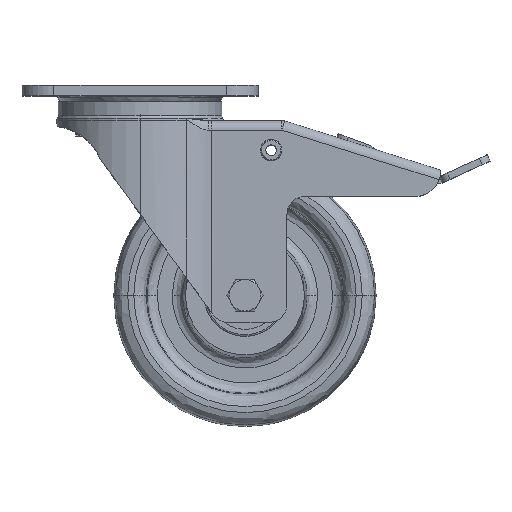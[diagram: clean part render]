
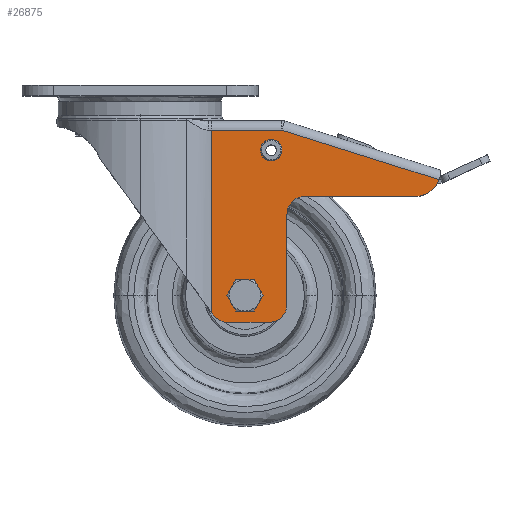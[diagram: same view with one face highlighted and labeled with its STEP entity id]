
A CAD part, top view. The second image highlights one B-rep face of the part: STEP entity #26875.
In plain terms, the highlighted planar face has unit normal (0, 0, 1).
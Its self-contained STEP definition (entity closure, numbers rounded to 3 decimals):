
#864 = CARTESIAN_POINT ( 'NONE',  ( 171.002, -53.881, 35. ) ) ;
#1200 = CARTESIAN_POINT ( 'NONE',  ( 75., -37., 35. ) ) ;
#1640 = CARTESIAN_POINT ( 'NONE',  ( 94., -63.5, 35. ) ) ;
#1744 = DIRECTION ( 'NONE',  ( 1., 0., 0. ) ) ;
#1759 = CARTESIAN_POINT ( 'NONE',  ( 0., -25.5, 35. ) ) ;
#2025 = ORIENTED_EDGE ( 'NONE', *, *, #14637, .T. ) ;
#2088 = DIRECTION ( 'NONE',  ( -1., 0., 0. ) ) ;
#2177 = ORIENTED_EDGE ( 'NONE', *, *, #41108, .T. ) ;
#2291 = VECTOR ( 'NONE', #45962, 1000. ) ;
#3211 = CIRCLE ( 'NONE', #38015, 10. ) ;
#3265 = CARTESIAN_POINT ( 'NONE',  ( 157., -48.5, 35. ) ) ;
#3369 = CIRCLE ( 'NONE', #47009, 6.1 ) ;
#3529 = EDGE_LOOP ( 'NONE', ( #24000, #38262 ) ) ;
#3597 = FACE_BOUND ( 'NONE', #3529, .T. ) ;
#3812 = DIRECTION ( 'NONE',  ( 0., 0., -1. ) ) ;
#3874 = VERTEX_POINT ( 'NONE', #14756 ) ;
#4149 = ORIENTED_EDGE ( 'NONE', *, *, #10742, .T. ) ;
#4407 = CARTESIAN_POINT ( 'NONE',  ( 84., -125.397, 35. ) ) ;
#4953 = CARTESIAN_POINT ( 'NONE',  ( 0., -19.781, 35. ) ) ;
#5230 = VERTEX_POINT ( 'NONE', #31113 ) ;
#5442 = EDGE_CURVE ( 'NONE', #46988, #24604, #3369, .T. ) ;
#6483 = DIRECTION ( 'NONE',  ( -1., 0., 0. ) ) ;
#6609 = FACE_OUTER_BOUND ( 'NONE', #14759, .T. ) ;
#6658 = DIRECTION ( 'NONE',  ( 0., 0., 1. ) ) ;
#7369 = VECTOR ( 'NONE', #36694, 1000. ) ;
#7749 = DIRECTION ( 'NONE',  ( -1., 0., 0. ) ) ;
#8695 = ORIENTED_EDGE ( 'NONE', *, *, #45630, .T. ) ;
#10396 = DIRECTION ( 'NONE',  ( 0., 0., -1. ) ) ;
#10742 = EDGE_CURVE ( 'NONE', #41033, #23934, #22416, .T. ) ;
#11470 = CARTESIAN_POINT ( 'NONE',  ( 41.901, -131.262, 35. ) ) ;
#12851 = PLANE ( 'NONE',  #18069 ) ;
#12856 = CARTESIAN_POINT ( 'NONE',  ( 74., -135.397, 35. ) ) ;
#12920 = VECTOR ( 'NONE', #1744, 1000. ) ;
#13734 = EDGE_CURVE ( 'NONE', #14382, #29522, #41252, .T. ) ;
#14052 = CARTESIAN_POINT ( 'NONE',  ( 50., -125.397, 35. ) ) ;
#14382 = VERTEX_POINT ( 'NONE', #21903 ) ;
#14423 = CARTESIAN_POINT ( 'NONE',  ( 60., -120., 35. ) ) ;
#14637 = EDGE_CURVE ( 'NONE', #23934, #23369, #39903, .T. ) ;
#14756 = CARTESIAN_POINT ( 'NONE',  ( 157., -63.5, 35. ) ) ;
#14759 = EDGE_LOOP ( 'NONE', ( #37565, #20407, #8695, #17931, #33158, #19388, #2177, #30101, #16469, #4149, #2025 ) ) ;
#15108 = CARTESIAN_POINT ( 'NONE',  ( 40.697, -129.6, 35. ) ) ;
#15487 = LINE ( 'NONE', #29320, #22109 ) ;
#15621 = VERTEX_POINT ( 'NONE', #39869 ) ;
#16267 = EDGE_CURVE ( 'NONE', #24531, #15621, #15487, .T. ) ;
#16469 = ORIENTED_EDGE ( 'NONE', *, *, #45912, .T. ) ;
#16845 = EDGE_CURVE ( 'NONE', #25936, #25877, #35650, .T. ) ;
#16878 = AXIS2_PLACEMENT_3D ( 'NONE', #3265, #41672, #26016 ) ;
#17931 = ORIENTED_EDGE ( 'NONE', *, *, #16267, .T. ) ;
#18069 = AXIS2_PLACEMENT_3D ( 'NONE', #4953, #27845, #39798 ) ;
#19388 = ORIENTED_EDGE ( 'NONE', *, *, #44134, .T. ) ;
#19799 = DIRECTION ( 'NONE',  ( 0., 0., -1. ) ) ;
#20204 = CIRCLE ( 'NONE', #28180, 10. ) ;
#20305 = DIRECTION ( 'NONE',  ( -1., 0., 0. ) ) ;
#20407 = ORIENTED_EDGE ( 'NONE', *, *, #13734, .T. ) ;
#20914 = VERTEX_POINT ( 'NONE', #1640 ) ;
#21311 = VECTOR ( 'NONE', #2088, 1000. ) ;
#21903 = CARTESIAN_POINT ( 'NONE',  ( 50., -135.397, 35. ) ) ;
#22109 = VECTOR ( 'NONE', #32881, 1000. ) ;
#22416 = LINE ( 'NONE', #40739, #7369 ) ;
#23369 = VERTEX_POINT ( 'NONE', #11470 ) ;
#23934 = VERTEX_POINT ( 'NONE', #15108 ) ;
#24000 = ORIENTED_EDGE ( 'NONE', *, *, #16845, .T. ) ;
#24531 = VERTEX_POINT ( 'NONE', #4407 ) ;
#24604 = VERTEX_POINT ( 'NONE', #31130 ) ;
#24824 = DIRECTION ( 'NONE',  ( 0.587, -0.81, 0. ) ) ;
#25361 = DIRECTION ( 'NONE',  ( 0., 0., -1. ) ) ;
#25599 = ORIENTED_EDGE ( 'NONE', *, *, #36594, .T. ) ;
#25877 = VERTEX_POINT ( 'NONE', #31198 ) ;
#25936 = VERTEX_POINT ( 'NONE', #28822 ) ;
#26016 = DIRECTION ( 'NONE',  ( 0., 1., 0. ) ) ;
#26065 = DIRECTION ( 'NONE',  ( -1., 0., 0. ) ) ;
#26875 = ADVANCED_FACE ( 'NONE', ( #3597, #6609, #33106 ), #12851, .T. ) ;
#27295 = EDGE_LOOP ( 'NONE', ( #25599, #38742 ) ) ;
#27603 = EDGE_CURVE ( 'NONE', #36407, #5230, #39028, .T. ) ;
#27845 = DIRECTION ( 'NONE',  ( 0., 0., 1. ) ) ;
#28180 = AXIS2_PLACEMENT_3D ( 'NONE', #40872, #25361, #41891 ) ;
#28447 = DIRECTION ( 'NONE',  ( 0., 0., -1. ) ) ;
#28822 = CARTESIAN_POINT ( 'NONE',  ( 68.85, -37., 35. ) ) ;
#29165 = CARTESIAN_POINT ( 'NONE',  ( -23.047, -41.588, 35. ) ) ;
#29320 = CARTESIAN_POINT ( 'NONE',  ( 84., -19.781, 35. ) ) ;
#29522 = VERTEX_POINT ( 'NONE', #12856 ) ;
#29624 = VECTOR ( 'NONE', #24824, 1000. ) ;
#29957 = CARTESIAN_POINT ( 'NONE',  ( 0., -63.5, 35. ) ) ;
#30101 = ORIENTED_EDGE ( 'NONE', *, *, #27603, .T. ) ;
#30598 = CARTESIAN_POINT ( 'NONE',  ( 74., -125.397, 35. ) ) ;
#31113 = CARTESIAN_POINT ( 'NONE',  ( 80.989, -25.5, 35. ) ) ;
#31130 = CARTESIAN_POINT ( 'NONE',  ( 53.9, -120., 35. ) ) ;
#31198 = CARTESIAN_POINT ( 'NONE',  ( 81.15, -37., 35. ) ) ;
#32413 = LINE ( 'NONE', #29957, #2291 ) ;
#32735 = AXIS2_PLACEMENT_3D ( 'NONE', #43362, #19799, #20305 ) ;
#32881 = DIRECTION ( 'NONE',  ( 0., 1., 0. ) ) ;
#33106 = FACE_BOUND ( 'NONE', #27295, .T. ) ;
#33158 = ORIENTED_EDGE ( 'NONE', *, *, #49153, .T. ) ;
#33451 = DIRECTION ( 'NONE',  ( -0.954, 0.301, 0. ) ) ;
#34447 = EDGE_CURVE ( 'NONE', #25877, #25936, #42208, .T. ) ;
#34754 = VECTOR ( 'NONE', #33451, 1000. ) ;
#35650 = CIRCLE ( 'NONE', #49199, 6.15 ) ;
#36369 = LINE ( 'NONE', #1759, #21311 ) ;
#36407 = VERTEX_POINT ( 'NONE', #864 ) ;
#36594 = EDGE_CURVE ( 'NONE', #24604, #46988, #38631, .T. ) ;
#36694 = DIRECTION ( 'NONE',  ( 0., -1., 0. ) ) ;
#36755 = CIRCLE ( 'NONE', #47423, 10. ) ;
#37119 = CARTESIAN_POINT ( 'NONE',  ( 40.697, -25.5, 35. ) ) ;
#37565 = ORIENTED_EDGE ( 'NONE', *, *, #47013, .T. ) ;
#38015 = AXIS2_PLACEMENT_3D ( 'NONE', #30598, #49633, #7749 ) ;
#38262 = ORIENTED_EDGE ( 'NONE', *, *, #34447, .T. ) ;
#38631 = CIRCLE ( 'NONE', #32735, 6.1 ) ;
#38666 = CARTESIAN_POINT ( 'NONE',  ( 75., -37., 35. ) ) ;
#38742 = ORIENTED_EDGE ( 'NONE', *, *, #5442, .T. ) ;
#39028 = LINE ( 'NONE', #45439, #34754 ) ;
#39798 = DIRECTION ( 'NONE',  ( 0., 1., 0. ) ) ;
#39869 = CARTESIAN_POINT ( 'NONE',  ( 84., -73.5, 35. ) ) ;
#39903 = LINE ( 'NONE', #29165, #29624 ) ;
#40413 = DIRECTION ( 'NONE',  ( -1., 0., 0. ) ) ;
#40739 = CARTESIAN_POINT ( 'NONE',  ( 40.697, -19.781, 35. ) ) ;
#40872 = CARTESIAN_POINT ( 'NONE',  ( 94., -73.5, 35. ) ) ;
#41033 = VERTEX_POINT ( 'NONE', #37119 ) ;
#41108 = EDGE_CURVE ( 'NONE', #3874, #36407, #46935, .T. ) ;
#41252 = LINE ( 'NONE', #43846, #12920 ) ;
#41672 = DIRECTION ( 'NONE',  ( 0., 0., 1. ) ) ;
#41891 = DIRECTION ( 'NONE',  ( 0., 1., 0. ) ) ;
#42208 = CIRCLE ( 'NONE', #45241, 6.15 ) ;
#43362 = CARTESIAN_POINT ( 'NONE',  ( 60., -120., 35. ) ) ;
#43846 = CARTESIAN_POINT ( 'NONE',  ( 0., -135.397, 35. ) ) ;
#44134 = EDGE_CURVE ( 'NONE', #20914, #3874, #32413, .T. ) ;
#45225 = CARTESIAN_POINT ( 'NONE',  ( 66.1, -120., 35. ) ) ;
#45241 = AXIS2_PLACEMENT_3D ( 'NONE', #38666, #3812, #46235 ) ;
#45439 = CARTESIAN_POINT ( 'NONE',  ( 171.002, -53.881, 35. ) ) ;
#45630 = EDGE_CURVE ( 'NONE', #29522, #24531, #3211, .T. ) ;
#45912 = EDGE_CURVE ( 'NONE', #5230, #41033, #36369, .T. ) ;
#45962 = DIRECTION ( 'NONE',  ( 1., 0., 0. ) ) ;
#46235 = DIRECTION ( 'NONE',  ( -1., 0., 0. ) ) ;
#46935 = CIRCLE ( 'NONE', #16878, 15. ) ;
#46988 = VERTEX_POINT ( 'NONE', #45225 ) ;
#47009 = AXIS2_PLACEMENT_3D ( 'NONE', #14423, #10396, #26065 ) ;
#47013 = EDGE_CURVE ( 'NONE', #23369, #14382, #36755, .T. ) ;
#47423 = AXIS2_PLACEMENT_3D ( 'NONE', #14052, #6658, #6483 ) ;
#49153 = EDGE_CURVE ( 'NONE', #15621, #20914, #20204, .T. ) ;
#49199 = AXIS2_PLACEMENT_3D ( 'NONE', #1200, #28447, #40413 ) ;
#49633 = DIRECTION ( 'NONE',  ( 0., 0., 1. ) ) ;
